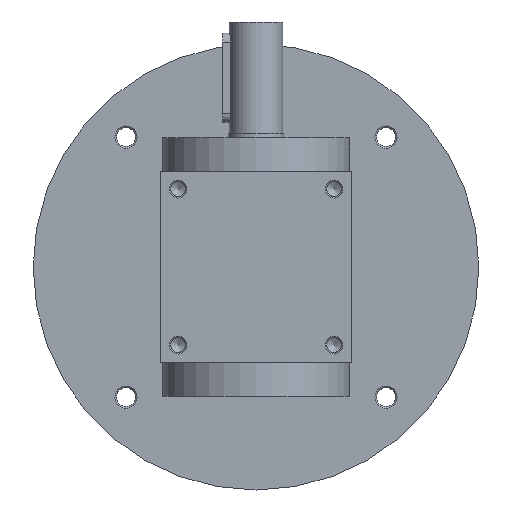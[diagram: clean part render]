
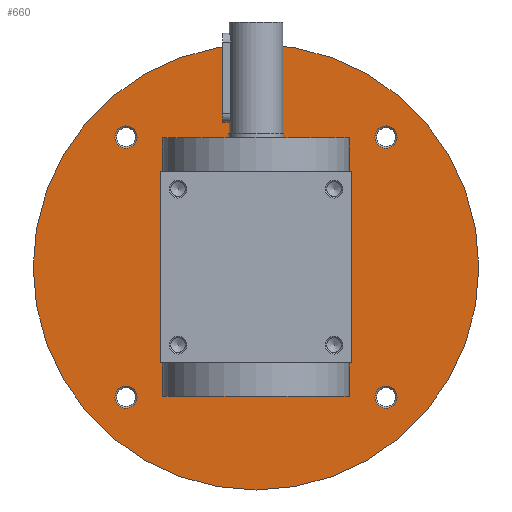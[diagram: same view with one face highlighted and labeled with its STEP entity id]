
A CAD part, left-side view. The second image highlights one B-rep face of the part: STEP entity #660.
In plain terms, the highlighted planar face has unit normal (-1, 0, 0).
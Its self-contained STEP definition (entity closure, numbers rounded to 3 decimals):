
#660 = ADVANCED_FACE( '', ( #1495, #1496, #1497, #1498, #1499, #1500 ), #1501, .F. );
#1495 = FACE_OUTER_BOUND( '', #2472, .T. );
#1496 = FACE_BOUND( '', #2473, .T. );
#1497 = FACE_BOUND( '', #2474, .T. );
#1498 = FACE_BOUND( '', #2475, .T. );
#1499 = FACE_BOUND( '', #2476, .T. );
#1500 = FACE_BOUND( '', #2477, .T. );
#1501 = PLANE( '', #2478 );
#2472 = EDGE_LOOP( '', ( #4080 ) );
#2473 = EDGE_LOOP( '', ( #4081 ) );
#2474 = EDGE_LOOP( '', ( #4082 ) );
#2475 = EDGE_LOOP( '', ( #4083 ) );
#2476 = EDGE_LOOP( '', ( #4084 ) );
#2477 = EDGE_LOOP( '', ( #4085 ) );
#2478 = AXIS2_PLACEMENT_3D( '', #4086, #4087, #4088 );
#4080 = ORIENTED_EDGE( '', *, *, #5314, .F. );
#4081 = ORIENTED_EDGE( '', *, *, #4853, .T. );
#4082 = ORIENTED_EDGE( '', *, *, #5427, .T. );
#4083 = ORIENTED_EDGE( '', *, *, #5112, .T. );
#4084 = ORIENTED_EDGE( '', *, *, #5428, .T. );
#4085 = ORIENTED_EDGE( '', *, *, #5429, .T. );
#4086 = CARTESIAN_POINT( '', ( 44., 42., 0. ) );
#4087 = DIRECTION( '', ( 1., 0., 0. ) );
#4088 = DIRECTION( '', ( 0., 0., -1. ) );
#4853 = EDGE_CURVE( '', #5623, #5623, #5624, .T. );
#5112 = EDGE_CURVE( '', #6051, #6051, #6052, .T. );
#5314 = EDGE_CURVE( '', #6355, #6355, #6356, .T. );
#5427 = EDGE_CURVE( '', #6507, #6507, #6508, .T. );
#5428 = EDGE_CURVE( '', #6509, #6509, #6510, .T. );
#5429 = EDGE_CURVE( '', #6511, #6511, #6512, .T. );
#5623 = VERTEX_POINT( '', #6728 );
#5624 = CIRCLE( '', #6729, 5. );
#6051 = VERTEX_POINT( '', #7324 );
#6052 = CIRCLE( '', #7325, 5. );
#6355 = VERTEX_POINT( '', #7699 );
#6356 = CIRCLE( '', #7700, 100. );
#6507 = VERTEX_POINT( '', #7882 );
#6508 = CIRCLE( '', #7883, 5. );
#6509 = VERTEX_POINT( '', #7884 );
#6510 = CIRCLE( '', #7885, 5. );
#6511 = VERTEX_POINT( '', #7886 );
#6512 = CIRCLE( '', #7887, 42. );
#6728 = CARTESIAN_POINT( '', ( 44., -58.336, 53.336 ) );
#6729 = AXIS2_PLACEMENT_3D( '', #8134, #8135, #8136 );
#7324 = CARTESIAN_POINT( '', ( 44., -58.336, -63.336 ) );
#7325 = AXIS2_PLACEMENT_3D( '', #8503, #8504, #8505 );
#7699 = CARTESIAN_POINT( '', ( 44., 0., -100. ) );
#7700 = AXIS2_PLACEMENT_3D( '', #8775, #8776, #8777 );
#7882 = CARTESIAN_POINT( '', ( 44., 58.336, -63.336 ) );
#7883 = AXIS2_PLACEMENT_3D( '', #8923, #8924, #8925 );
#7884 = CARTESIAN_POINT( '', ( 44., 58.336, 53.336 ) );
#7885 = AXIS2_PLACEMENT_3D( '', #8926, #8927, #8928 );
#7886 = CARTESIAN_POINT( '', ( 44., 0., -42. ) );
#7887 = AXIS2_PLACEMENT_3D( '', #8929, #8930, #8931 );
#8134 = CARTESIAN_POINT( '', ( 44., -58.336, 58.336 ) );
#8135 = DIRECTION( '', ( 1., 0., 0. ) );
#8136 = DIRECTION( '', ( 0., 0., -1. ) );
#8503 = CARTESIAN_POINT( '', ( 44., -58.336, -58.336 ) );
#8504 = DIRECTION( '', ( 1., 0., 0. ) );
#8505 = DIRECTION( '', ( 0., 0., -1. ) );
#8775 = CARTESIAN_POINT( '', ( 44., 0., 0. ) );
#8776 = DIRECTION( '', ( 1., 0., 0. ) );
#8777 = DIRECTION( '', ( 0., 0., -1. ) );
#8923 = CARTESIAN_POINT( '', ( 44., 58.336, -58.336 ) );
#8924 = DIRECTION( '', ( 1., 0., 0. ) );
#8925 = DIRECTION( '', ( 0., 0., -1. ) );
#8926 = CARTESIAN_POINT( '', ( 44., 58.336, 58.336 ) );
#8927 = DIRECTION( '', ( 1., 0., 0. ) );
#8928 = DIRECTION( '', ( 0., 0., -1. ) );
#8929 = CARTESIAN_POINT( '', ( 44., 0., 0. ) );
#8930 = DIRECTION( '', ( 1., 0., 0. ) );
#8931 = DIRECTION( '', ( 0., 0., -1. ) );
